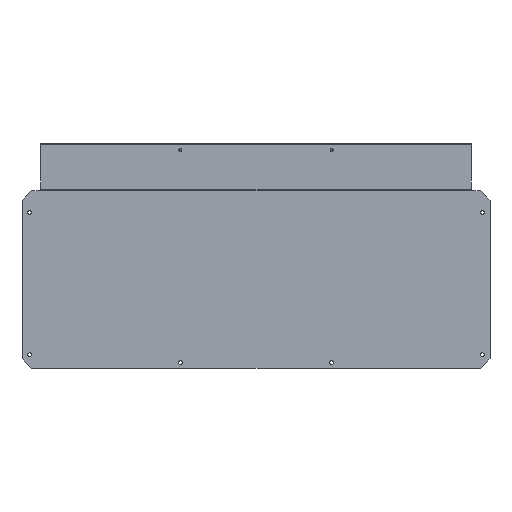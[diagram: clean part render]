
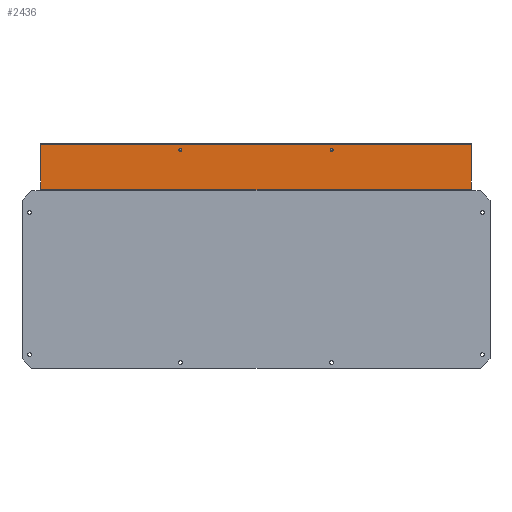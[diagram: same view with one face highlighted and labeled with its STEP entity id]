
A CAD part, front view. The second image highlights one B-rep face of the part: STEP entity #2436.
In plain terms, the highlighted planar face has unit normal (0, -1, 0).
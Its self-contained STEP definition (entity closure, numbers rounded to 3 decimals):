
#13 = VECTOR ( 'NONE', #2143, 1000. ) ;
#21 = FACE_OUTER_BOUND ( 'NONE', #2670, .T. ) ;
#33 = CARTESIAN_POINT ( 'NONE',  ( 304.75, 152.5, 87. ) ) ;
#62 = ORIENTED_EDGE ( 'NONE', *, *, #1825, .T. ) ;
#204 = DIRECTION ( 'NONE',  ( 0., 0., 1. ) ) ;
#210 = CARTESIAN_POINT ( 'NONE',  ( 304.75, 152.5, 4.036 ) ) ;
#214 = VERTEX_POINT ( 'NONE', #210 ) ;
#229 = DIRECTION ( 'NONE',  ( 0., 0., 1. ) ) ;
#240 = EDGE_CURVE ( 'NONE', #1805, #3097, #1066, .T. ) ;
#243 = VECTOR ( 'NONE', #2743, 1000. ) ;
#276 = CARTESIAN_POINT ( 'NONE',  ( -504.75, 152.5, 3. ) ) ;
#329 = LINE ( 'NONE', #3300, #2160 ) ;
#350 = EDGE_CURVE ( 'NONE', #1424, #521, #2586, .T. ) ;
#356 = VECTOR ( 'NONE', #856, 1000. ) ;
#366 = DIRECTION ( 'NONE',  ( 0., 0., 1. ) ) ;
#408 = ORIENTED_EDGE ( 'NONE', *, *, #1886, .T. ) ;
#410 = CARTESIAN_POINT ( 'NONE',  ( -242., 152.5, 78. ) ) ;
#499 = CARTESIAN_POINT ( 'NONE',  ( 0., 152.5, 3. ) ) ;
#521 = VERTEX_POINT ( 'NONE', #3143 ) ;
#555 = ORIENTED_EDGE ( 'NONE', *, *, #577, .F. ) ;
#577 = EDGE_CURVE ( 'NONE', #521, #1424, #2191, .T. ) ;
#584 = VERTEX_POINT ( 'NONE', #1755 ) ;
#609 = DIRECTION ( 'NONE',  ( 0., 0., -1. ) ) ;
#669 = CARTESIAN_POINT ( 'NONE',  ( -504.75, 152.5, 0.293 ) ) ;
#723 = LINE ( 'NONE', #739, #3062 ) ;
#739 = CARTESIAN_POINT ( 'NONE',  ( 304.75, 152.5, 0.293 ) ) ;
#756 = EDGE_CURVE ( 'NONE', #1856, #1185, #3402, .T. ) ;
#759 = VERTEX_POINT ( 'NONE', #1028 ) ;
#769 = ORIENTED_EDGE ( 'NONE', *, *, #350, .F. ) ;
#771 = FACE_BOUND ( 'NONE', #2686, .T. ) ;
#794 = AXIS2_PLACEMENT_3D ( 'NONE', #1826, #1544, #204 ) ;
#856 = DIRECTION ( 'NONE',  ( -1., 0., 0. ) ) ;
#966 = LINE ( 'NONE', #669, #1435 ) ;
#1028 = CARTESIAN_POINT ( 'NONE',  ( -504.75, 152.5, 88. ) ) ;
#1030 = CARTESIAN_POINT ( 'NONE',  ( -504.75, 152.5, 0.293 ) ) ;
#1049 = VERTEX_POINT ( 'NONE', #2870 ) ;
#1066 = LINE ( 'NONE', #499, #13 ) ;
#1101 = CARTESIAN_POINT ( 'NONE',  ( -242., 152.5, 78. ) ) ;
#1106 = ORIENTED_EDGE ( 'NONE', *, *, #3297, .T. ) ;
#1172 = ORIENTED_EDGE ( 'NONE', *, *, #1712, .T. ) ;
#1185 = VERTEX_POINT ( 'NONE', #3207 ) ;
#1209 = VERTEX_POINT ( 'NONE', #1855 ) ;
#1226 = EDGE_CURVE ( 'NONE', #214, #3097, #723, .T. ) ;
#1243 = DIRECTION ( 'NONE',  ( 0., -1., 0. ) ) ;
#1245 = CARTESIAN_POINT ( 'NONE',  ( 304.75, 152.5, 3. ) ) ;
#1321 = CARTESIAN_POINT ( 'NONE',  ( 0., 152.5, 0.293 ) ) ;
#1404 = CARTESIAN_POINT ( 'NONE',  ( 39., 152.5, 78.005 ) ) ;
#1418 = VERTEX_POINT ( 'NONE', #2515 ) ;
#1424 = VERTEX_POINT ( 'NONE', #1997 ) ;
#1435 = VECTOR ( 'NONE', #3082, 1000. ) ;
#1544 = DIRECTION ( 'NONE',  ( 0., -1., 0. ) ) ;
#1634 = LINE ( 'NONE', #33, #243 ) ;
#1712 = EDGE_CURVE ( 'NONE', #1418, #1805, #329, .T. ) ;
#1725 = ORIENTED_EDGE ( 'NONE', *, *, #240, .T. ) ;
#1755 = CARTESIAN_POINT ( 'NONE',  ( -504.75, 152.5, 87. ) ) ;
#1777 = AXIS2_PLACEMENT_3D ( 'NONE', #3061, #2782, #366 ) ;
#1790 = AXIS2_PLACEMENT_3D ( 'NONE', #410, #1243, #3408 ) ;
#1795 = EDGE_CURVE ( 'NONE', #1049, #759, #1920, .T. ) ;
#1803 = DIRECTION ( 'NONE',  ( 0., 0., -1. ) ) ;
#1805 = VERTEX_POINT ( 'NONE', #276 ) ;
#1816 = ORIENTED_EDGE ( 'NONE', *, *, #1226, .F. ) ;
#1825 = EDGE_CURVE ( 'NONE', #1209, #1049, #1634, .T. ) ;
#1826 = CARTESIAN_POINT ( 'NONE',  ( 42., 152.5, 78. ) ) ;
#1855 = CARTESIAN_POINT ( 'NONE',  ( 304.75, 152.5, 87. ) ) ;
#1856 = VERTEX_POINT ( 'NONE', #1404 ) ;
#1886 = EDGE_CURVE ( 'NONE', #214, #1209, #3095, .T. ) ;
#1920 = LINE ( 'NONE', #2776, #356 ) ;
#1933 = EDGE_LOOP ( 'NONE', ( #2922, #2265 ) ) ;
#1947 = VECTOR ( 'NONE', #2109, 1000. ) ;
#1997 = CARTESIAN_POINT ( 'NONE',  ( -239.247, 152.5, 76.809 ) ) ;
#2007 = CARTESIAN_POINT ( 'NONE',  ( 304.75, 152.5, 0.293 ) ) ;
#2109 = DIRECTION ( 'NONE',  ( 0., 0., -1. ) ) ;
#2143 = DIRECTION ( 'NONE',  ( 1., 0., 0. ) ) ;
#2160 = VECTOR ( 'NONE', #609, 1000. ) ;
#2173 = ORIENTED_EDGE ( 'NONE', *, *, #2732, .F. ) ;
#2177 = AXIS2_PLACEMENT_3D ( 'NONE', #1321, #2388, #229 ) ;
#2191 = CIRCLE ( 'NONE', #1790, 3. ) ;
#2200 = DIRECTION ( 'NONE',  ( 0., -1., 0. ) ) ;
#2265 = ORIENTED_EDGE ( 'NONE', *, *, #2564, .F. ) ;
#2388 = DIRECTION ( 'NONE',  ( 0., 1., 0. ) ) ;
#2405 = CIRCLE ( 'NONE', #1777, 3. ) ;
#2406 = PLANE ( 'NONE',  #2177 ) ;
#2436 = ADVANCED_FACE ( 'NONE', ( #771, #2691, #21 ), #2406, .F. ) ;
#2455 = DIRECTION ( 'NONE',  ( 0., 0., 1. ) ) ;
#2515 = CARTESIAN_POINT ( 'NONE',  ( -504.75, 152.5, 4.036 ) ) ;
#2558 = DIRECTION ( 'NONE',  ( 0., 0., 1. ) ) ;
#2564 = EDGE_CURVE ( 'NONE', #1185, #1856, #2405, .T. ) ;
#2586 = CIRCLE ( 'NONE', #2646, 3. ) ;
#2646 = AXIS2_PLACEMENT_3D ( 'NONE', #1101, #2200, #2455 ) ;
#2670 = EDGE_LOOP ( 'NONE', ( #1106, #1172, #1725, #1816, #408, #62, #3059, #2173 ) ) ;
#2686 = EDGE_LOOP ( 'NONE', ( #769, #555 ) ) ;
#2691 = FACE_BOUND ( 'NONE', #1933, .T. ) ;
#2732 = EDGE_CURVE ( 'NONE', #584, #759, #966, .T. ) ;
#2743 = DIRECTION ( 'NONE',  ( 0., 0., 1. ) ) ;
#2776 = CARTESIAN_POINT ( 'NONE',  ( 0., 152.5, 88. ) ) ;
#2782 = DIRECTION ( 'NONE',  ( 0., -1., 0. ) ) ;
#2847 = VECTOR ( 'NONE', #2558, 1000. ) ;
#2870 = CARTESIAN_POINT ( 'NONE',  ( 304.75, 152.5, 88. ) ) ;
#2922 = ORIENTED_EDGE ( 'NONE', *, *, #756, .F. ) ;
#3059 = ORIENTED_EDGE ( 'NONE', *, *, #1795, .T. ) ;
#3061 = CARTESIAN_POINT ( 'NONE',  ( 42., 152.5, 78. ) ) ;
#3062 = VECTOR ( 'NONE', #1803, 1000. ) ;
#3082 = DIRECTION ( 'NONE',  ( 0., 0., 1. ) ) ;
#3095 = LINE ( 'NONE', #2007, #2847 ) ;
#3097 = VERTEX_POINT ( 'NONE', #1245 ) ;
#3143 = CARTESIAN_POINT ( 'NONE',  ( -244.753, 152.5, 79.191 ) ) ;
#3207 = CARTESIAN_POINT ( 'NONE',  ( 45., 152.5, 77.995 ) ) ;
#3297 = EDGE_CURVE ( 'NONE', #584, #1418, #3427, .T. ) ;
#3300 = CARTESIAN_POINT ( 'NONE',  ( -504.75, 152.5, 4.036 ) ) ;
#3402 = CIRCLE ( 'NONE', #794, 3. ) ;
#3408 = DIRECTION ( 'NONE',  ( 0., 0., 1. ) ) ;
#3427 = LINE ( 'NONE', #1030, #1947 ) ;
